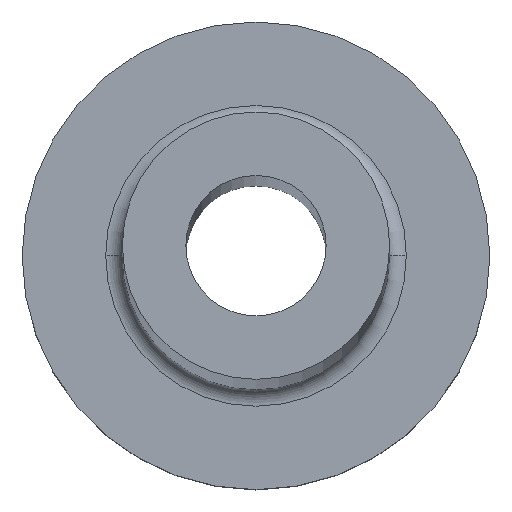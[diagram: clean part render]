
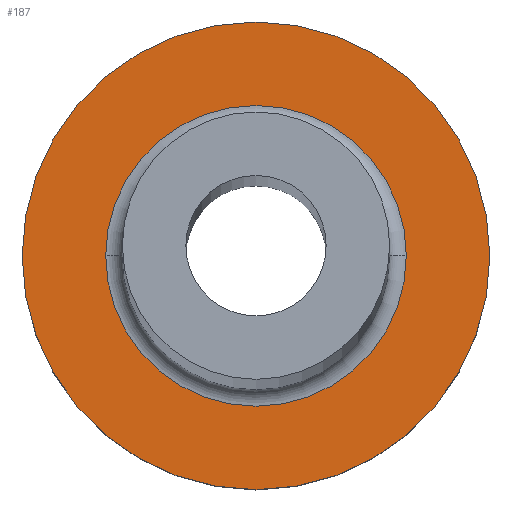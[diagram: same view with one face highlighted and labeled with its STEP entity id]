
A CAD part, top view. The second image highlights one B-rep face of the part: STEP entity #187.
In plain terms, the highlighted planar face has unit normal (0, 0, 1).
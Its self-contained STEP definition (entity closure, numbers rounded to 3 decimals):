
#8 = AXIS2_PLACEMENT_3D ( 'NONE', #335, #186, #222 ) ;
#14 = AXIS2_PLACEMENT_3D ( 'NONE', #42, #18, #248 ) ;
#16 = FACE_BOUND ( 'NONE', #319, .T. ) ;
#18 = DIRECTION ( 'NONE',  ( 0., 0., 1. ) ) ;
#20 = CARTESIAN_POINT ( 'NONE',  ( 0., 0., 5. ) ) ;
#42 = CARTESIAN_POINT ( 'NONE',  ( 0., 0., 5. ) ) ;
#44 = CARTESIAN_POINT ( 'NONE',  ( 0., 0., 5. ) ) ;
#51 = ORIENTED_EDGE ( 'NONE', *, *, #166, .T. ) ;
#65 = CARTESIAN_POINT ( 'NONE',  ( -7., 0., 5. ) ) ;
#68 = DIRECTION ( 'NONE',  ( 0., 0., 1. ) ) ;
#71 = FACE_OUTER_BOUND ( 'NONE', #127, .T. ) ;
#74 = ORIENTED_EDGE ( 'NONE', *, *, #216, .T. ) ;
#78 = CARTESIAN_POINT ( 'NONE',  ( 4.5, 0., 5. ) ) ;
#106 = ORIENTED_EDGE ( 'NONE', *, *, #243, .T. ) ;
#110 = VERTEX_POINT ( 'NONE', #325 ) ;
#127 = EDGE_LOOP ( 'NONE', ( #74, #106 ) ) ;
#131 = AXIS2_PLACEMENT_3D ( 'NONE', #273, #362, #332 ) ;
#153 = AXIS2_PLACEMENT_3D ( 'NONE', #20, #253, #363 ) ;
#155 = DIRECTION ( 'NONE',  ( 1., 0., 0. ) ) ;
#166 = EDGE_CURVE ( 'NONE', #170, #338, #177, .T. ) ;
#170 = VERTEX_POINT ( 'NONE', #281 ) ;
#177 = CIRCLE ( 'NONE', #8, 4.5 ) ;
#186 = DIRECTION ( 'NONE',  ( 0., 0., -1. ) ) ;
#187 = ADVANCED_FACE ( 'NONE', ( #16, #71 ), #278, .T. ) ;
#191 = VERTEX_POINT ( 'NONE', #65 ) ;
#195 = CIRCLE ( 'NONE', #223, 7. ) ;
#216 = EDGE_CURVE ( 'NONE', #191, #110, #373, .T. ) ;
#222 = DIRECTION ( 'NONE',  ( 1., 0., 0. ) ) ;
#223 = AXIS2_PLACEMENT_3D ( 'NONE', #44, #68, #155 ) ;
#230 = CIRCLE ( 'NONE', #131, 4.5 ) ;
#243 = EDGE_CURVE ( 'NONE', #110, #191, #195, .T. ) ;
#248 = DIRECTION ( 'NONE',  ( 1., 0., 0. ) ) ;
#249 = EDGE_CURVE ( 'NONE', #338, #170, #230, .T. ) ;
#253 = DIRECTION ( 'NONE',  ( 0., 0., 1. ) ) ;
#273 = CARTESIAN_POINT ( 'NONE',  ( 0., 0., 5. ) ) ;
#278 = PLANE ( 'NONE',  #14 ) ;
#281 = CARTESIAN_POINT ( 'NONE',  ( -4.5, 0., 5. ) ) ;
#319 = EDGE_LOOP ( 'NONE', ( #369, #51 ) ) ;
#325 = CARTESIAN_POINT ( 'NONE',  ( 7., 0., 5. ) ) ;
#332 = DIRECTION ( 'NONE',  ( 1., 0., 0. ) ) ;
#335 = CARTESIAN_POINT ( 'NONE',  ( 0., 0., 5. ) ) ;
#338 = VERTEX_POINT ( 'NONE', #78 ) ;
#362 = DIRECTION ( 'NONE',  ( 0., 0., -1. ) ) ;
#363 = DIRECTION ( 'NONE',  ( 1., 0., 0. ) ) ;
#369 = ORIENTED_EDGE ( 'NONE', *, *, #249, .T. ) ;
#373 = CIRCLE ( 'NONE', #153, 7. ) ;
